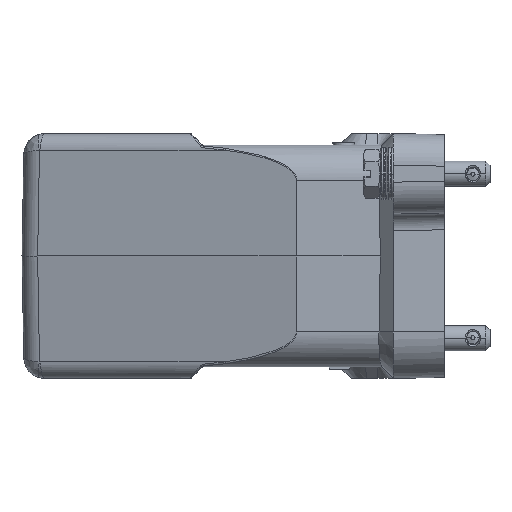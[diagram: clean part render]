
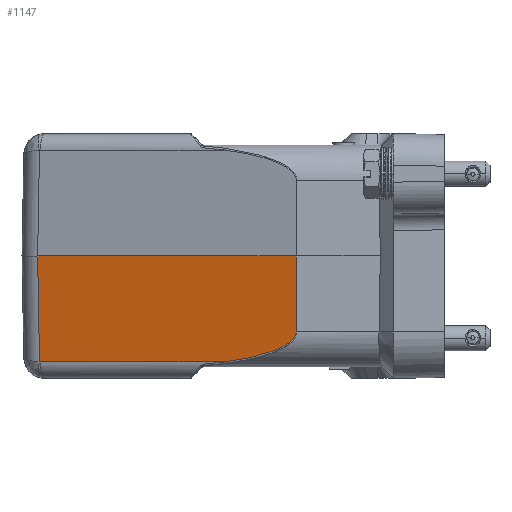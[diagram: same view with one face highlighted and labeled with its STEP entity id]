
A CAD part, left-side view. The second image highlights one B-rep face of the part: STEP entity #1147.
In plain terms, the highlighted planar face has unit normal (-0.966, 0.259, -0.018).
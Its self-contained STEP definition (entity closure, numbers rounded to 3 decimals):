
#535=PLANE('',#14014);
#1147=ADVANCED_FACE('NONE',(#2087),#535,.T.);
#2087=FACE_OUTER_BOUND('',#2851,.T.);
#2851=EDGE_LOOP('',(#7412,#7413,#7414,#7415,#7416,#7417));
#4038=LINE('',#25387,#4986);
#4039=LINE('',#25422,#4987);
#4040=LINE('',#25425,#4988);
#4041=LINE('',#25431,#4989);
#4986=VECTOR('',#16061,1.);
#4987=VECTOR('',#16064,1.);
#4988=VECTOR('',#16065,1.);
#4989=VECTOR('',#16066,1.);
#7412=ORIENTED_EDGE('',*,*,#11828,.T.);
#7413=ORIENTED_EDGE('',*,*,#11829,.T.);
#7414=ORIENTED_EDGE('',*,*,#11830,.T.);
#7415=ORIENTED_EDGE('',*,*,#11824,.F.);
#7416=ORIENTED_EDGE('',*,*,#11737,.F.);
#7417=ORIENTED_EDGE('',*,*,#11831,.T.);
#10097=VERTEX_POINT('',#24543);
#10098=VERTEX_POINT('',#24576);
#10161=VERTEX_POINT('',#25388);
#10164=VERTEX_POINT('',#25423);
#10165=VERTEX_POINT('',#25424);
#10166=VERTEX_POINT('',#25426);
#11737=EDGE_CURVE('NONE',#10098,#10097,#13021,.T.);
#11824=EDGE_CURVE('NONE',#10097,#10161,#4038,.T.);
#11828=EDGE_CURVE('NONE',#10164,#10165,#4039,.T.);
#11829=EDGE_CURVE('NONE',#10165,#10166,#4040,.T.);
#11830=EDGE_CURVE('NONE',#10166,#10161,#13065,.T.);
#11831=EDGE_CURVE('NONE',#10098,#10164,#4041,.T.);
#13021=B_SPLINE_CURVE_WITH_KNOTS('',3,(#24577,#24578,#24579,#24580,#24581,
#24582,#24583,#24584,#24585,#24586,#24587,#24588,#24589,#24590,#24591,#24592,
#24593,#24594,#24595,#24596),.UNSPECIFIED.,.F.,.F.,(4,2,2,2,2,2,2,2,2,4),
(0.,0.031,0.062,0.125,0.187,
0.25,0.375,0.5,0.75,
1.),.UNSPECIFIED.);
#13065=B_SPLINE_CURVE_WITH_KNOTS('',3,(#25427,#25428,#25429,#25430),
 .UNSPECIFIED.,.F.,.F.,(4,4),(0.,1.),.UNSPECIFIED.);
#14014=AXIS2_PLACEMENT_3D('',#25432,#16067,#16068);
#16061=DIRECTION('',(0.259,0.966,0.));
#16064=DIRECTION('',(0.259,0.966,0.));
#16065=DIRECTION('',(0.013,-0.017,-1.));
#16066=DIRECTION('',(-0.017,0.002,1.));
#16067=DIRECTION('',(-0.966,0.259,-0.017));
#16068=DIRECTION('',(-0.259,-0.966,0.));
#24543=CARTESIAN_POINT('',(-40.029,51.861,-25.07));
#24576=CARTESIAN_POINT('',(-44.67,35.022,-17.948));
#24577=CARTESIAN_POINT('',(-44.67,35.022,-17.948));
#24578=CARTESIAN_POINT('',(-44.666,35.022,-18.152));
#24579=CARTESIAN_POINT('',(-44.655,35.051,-18.355));
#24580=CARTESIAN_POINT('',(-44.618,35.16,-18.745));
#24581=CARTESIAN_POINT('',(-44.594,35.24,-18.933));
#24582=CARTESIAN_POINT('',(-44.506,35.531,-19.465));
#24583=CARTESIAN_POINT('',(-44.431,35.792,-19.777));
#24584=CARTESIAN_POINT('',(-44.266,36.366,-20.338));
#24585=CARTESIAN_POINT('',(-44.177,36.682,-20.587));
#24586=CARTESIAN_POINT('',(-43.993,37.341,-21.042));
#24587=CARTESIAN_POINT('',(-43.897,37.684,-21.249));
#24588=CARTESIAN_POINT('',(-43.604,38.737,-21.823));
#24589=CARTESIAN_POINT('',(-43.402,39.469,-22.146));
#24590=CARTESIAN_POINT('',(-42.993,40.958,-22.724));
#24591=CARTESIAN_POINT('',(-42.785,41.716,-22.977));
#24592=CARTESIAN_POINT('',(-42.158,44.01,-23.663));
#24593=CARTESIAN_POINT('',(-41.735,45.566,-24.024));
#24594=CARTESIAN_POINT('',(-40.884,48.7,-24.629));
#24595=CARTESIAN_POINT('',(-40.457,50.278,-24.872));
#24596=CARTESIAN_POINT('',(-40.029,51.861,-25.07));
#25387=CARTESIAN_POINT('',(-41.972,44.611,-25.07));
#25388=CARTESIAN_POINT('',(-28.305,95.615,-25.07));
#25422=CARTESIAN_POINT('',(-27.583,100.,0.));
#25423=CARTESIAN_POINT('',(-44.983,35.064,0.));
#25424=CARTESIAN_POINT('',(-28.576,96.295,0.));
#25425=CARTESIAN_POINT('',(-28.576,96.295,0.));
#25426=CARTESIAN_POINT('',(-28.241,95.857,-25.04));
#25427=CARTESIAN_POINT('',(-28.241,95.857,-25.04));
#25428=CARTESIAN_POINT('',(-28.262,95.778,-25.06));
#25429=CARTESIAN_POINT('',(-28.283,95.698,-25.07));
#25430=CARTESIAN_POINT('',(-28.305,95.615,-25.07));
#25431=CARTESIAN_POINT('',(-44.67,35.022,-17.948));
#25432=CARTESIAN_POINT('',(-27.583,100.,0.));
